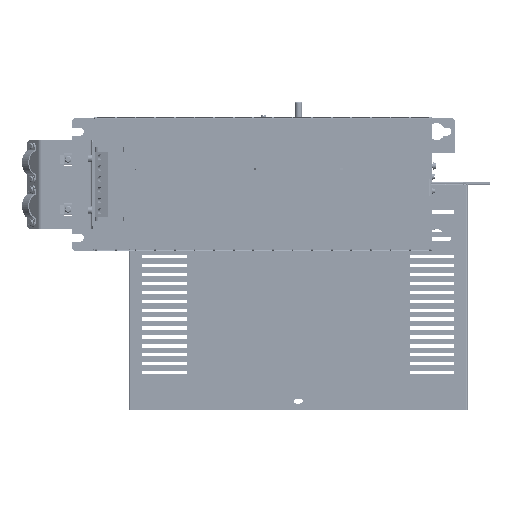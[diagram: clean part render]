
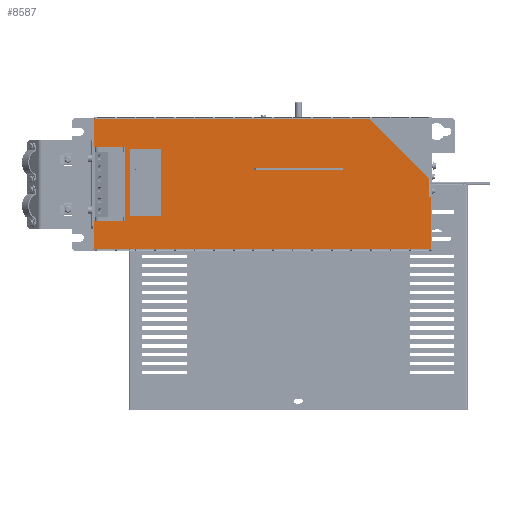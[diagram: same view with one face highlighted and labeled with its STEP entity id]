
A CAD part, top view. The second image highlights one B-rep face of the part: STEP entity #8587.
In plain terms, the highlighted face is planar.
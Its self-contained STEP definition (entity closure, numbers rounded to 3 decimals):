
#8587 = ADVANCED_FACE( '', ( #19027 ), #19028, .F. );
#19027 = FACE_OUTER_BOUND( '', #30791, .T. );
#19028 = PLANE( '', #30792 );
#30791 = EDGE_LOOP( '', ( #71759, #71760, #71761, #71762, #71763, #71764, #71765, #71766, #71767, #71768, #71769, #71770, #71771, #71772, #71773, #71774, #71775, #71776 ) );
#30792 = AXIS2_PLACEMENT_3D( '', #71777, #71778, #71779 );
#71759 = ORIENTED_EDGE( '', *, *, #89771, .F. );
#71760 = ORIENTED_EDGE( '', *, *, #89266, .F. );
#71761 = ORIENTED_EDGE( '', *, *, #89772, .F. );
#71762 = ORIENTED_EDGE( '', *, *, #89773, .F. );
#71763 = ORIENTED_EDGE( '', *, *, #89774, .F. );
#71764 = ORIENTED_EDGE( '', *, *, #89619, .F. );
#71765 = ORIENTED_EDGE( '', *, *, #89775, .T. );
#71766 = ORIENTED_EDGE( '', *, *, #89776, .T. );
#71767 = ORIENTED_EDGE( '', *, *, #89777, .T. );
#71768 = ORIENTED_EDGE( '', *, *, #88386, .F. );
#71769 = ORIENTED_EDGE( '', *, *, #89778, .T. );
#71770 = ORIENTED_EDGE( '', *, *, #89779, .F. );
#71771 = ORIENTED_EDGE( '', *, *, #89780, .T. );
#71772 = ORIENTED_EDGE( '', *, *, #89781, .F. );
#71773 = ORIENTED_EDGE( '', *, *, #89782, .T. );
#71774 = ORIENTED_EDGE( '', *, *, #89329, .T. );
#71775 = ORIENTED_EDGE( '', *, *, #89783, .T. );
#71776 = ORIENTED_EDGE( '', *, *, #89784, .F. );
#71777 = CARTESIAN_POINT( '', ( -190., 1., -75. ) );
#71778 = DIRECTION( '', ( 0., -1., 0. ) );
#71779 = DIRECTION( '', ( 0., 0., -1. ) );
#88386 = EDGE_CURVE( '', #108224, #108227, #108228, .T. );
#89266 = EDGE_CURVE( '', #109955, #109957, #109958, .T. );
#89329 = EDGE_CURVE( '', #109986, #109969, #110071, .T. );
#89619 = EDGE_CURVE( '', #110642, #110638, #110644, .T. );
#89771 = EDGE_CURVE( '', #109957, #110938, #110939, .T. );
#89772 = EDGE_CURVE( '', #110940, #109955, #110941, .T. );
#89773 = EDGE_CURVE( '', #110942, #110940, #110943, .T. );
#89774 = EDGE_CURVE( '', #110638, #110942, #110944, .T. );
#89775 = EDGE_CURVE( '', #110642, #110945, #110946, .T. );
#89776 = EDGE_CURVE( '', #110945, #110947, #110948, .T. );
#89777 = EDGE_CURVE( '', #110947, #108227, #110949, .T. );
#89778 = EDGE_CURVE( '', #108224, #110950, #110951, .T. );
#89779 = EDGE_CURVE( '', #110952, #110950, #110953, .T. );
#89780 = EDGE_CURVE( '', #110952, #110954, #110955, .T. );
#89781 = EDGE_CURVE( '', #110956, #110954, #110957, .T. );
#89782 = EDGE_CURVE( '', #110956, #109986, #110958, .T. );
#89783 = EDGE_CURVE( '', #109969, #110959, #110960, .T. );
#89784 = EDGE_CURVE( '', #110938, #110959, #110961, .T. );
#108224 = VERTEX_POINT( '', #151025 );
#108227 = VERTEX_POINT( '', #151029 );
#108228 = LINE( '', #151030, #151031 );
#109955 = VERTEX_POINT( '', #153608 );
#109957 = VERTEX_POINT( '', #153611 );
#109958 = LINE( '', #153612, #153613 );
#109969 = VERTEX_POINT( '', #153630 );
#109986 = VERTEX_POINT( '', #153652 );
#110071 = LINE( '', #153759, #153760 );
#110638 = VERTEX_POINT( '', #154589 );
#110642 = VERTEX_POINT( '', #154595 );
#110644 = LINE( '', #154598, #154599 );
#110938 = VERTEX_POINT( '', #155043 );
#110939 = LINE( '', #155044, #155045 );
#110940 = VERTEX_POINT( '', #155046 );
#110941 = LINE( '', #155047, #155048 );
#110942 = VERTEX_POINT( '', #155049 );
#110943 = LINE( '', #155050, #155051 );
#110944 = LINE( '', #155052, #155053 );
#110945 = VERTEX_POINT( '', #155054 );
#110946 = LINE( '', #155055, #155056 );
#110947 = VERTEX_POINT( '', #155057 );
#110948 = LINE( '', #155058, #155059 );
#110949 = LINE( '', #155060, #155061 );
#110950 = VERTEX_POINT( '', #155062 );
#110951 = LINE( '', #155063, #155064 );
#110952 = VERTEX_POINT( '', #155065 );
#110953 = LINE( '', #155066, #155067 );
#110954 = VERTEX_POINT( '', #155068 );
#110955 = LINE( '', #155069, #155070 );
#110956 = VERTEX_POINT( '', #155071 );
#110957 = LINE( '', #155072, #155073 );
#110958 = LINE( '', #155074, #155075 );
#110959 = VERTEX_POINT( '', #155076 );
#110960 = LINE( '', #155077, #155078 );
#110961 = LINE( '', #155079, #155080 );
#151025 = CARTESIAN_POINT( '', ( -188.98, 1., -41.5 ) );
#151029 = CARTESIAN_POINT( '', ( -188.98, 1., -73.2 ) );
#151030 = CARTESIAN_POINT( '', ( -188.98, 1., 75. ) );
#151031 = VECTOR( '', #164612, 1000. );
#153608 = CARTESIAN_POINT( '', ( 185.98, 1., 13.932 ) );
#153611 = CARTESIAN_POINT( '', ( 185.98, 1., 14.932 ) );
#153612 = CARTESIAN_POINT( '', ( 185.98, 1., -15.068 ) );
#153613 = VECTOR( '', #165548, 1000. );
#153630 = CARTESIAN_POINT( '', ( 188.2, 1., 73. ) );
#153652 = CARTESIAN_POINT( '', ( -188.2, 1., 73. ) );
#153759 = CARTESIAN_POINT( '', ( -190., 1., 73. ) );
#153760 = VECTOR( '', #165669, 1000. );
#154589 = CARTESIAN_POINT( '', ( 188.98, 1., -15.068 ) );
#154595 = CARTESIAN_POINT( '', ( 188.98, 1., -73.2 ) );
#154598 = CARTESIAN_POINT( '', ( 188.98, 1., -75. ) );
#154599 = VECTOR( '', #166007, 1000. );
#155043 = CARTESIAN_POINT( '', ( 188.98, 1., 14.932 ) );
#155044 = CARTESIAN_POINT( '', ( 185.98, 1., 14.932 ) );
#155045 = VECTOR( '', #166161, 1000. );
#155046 = CARTESIAN_POINT( '', ( 185.98, 1., -14.068 ) );
#155047 = CARTESIAN_POINT( '', ( 185.98, 1., -14.068 ) );
#155048 = VECTOR( '', #166162, 1000. );
#155049 = CARTESIAN_POINT( '', ( 185.98, 1., -15.068 ) );
#155050 = CARTESIAN_POINT( '', ( 185.98, 1., -15.068 ) );
#155051 = VECTOR( '', #166163, 1000. );
#155052 = CARTESIAN_POINT( '', ( 188.98, 1., -15.068 ) );
#155053 = VECTOR( '', #166164, 1000. );
#155054 = CARTESIAN_POINT( '', ( 188.2, 1., -73.2 ) );
#155055 = CARTESIAN_POINT( '', ( 190., 1., -73.2 ) );
#155056 = VECTOR( '', #166165, 1000. );
#155057 = CARTESIAN_POINT( '', ( -188.2, 1., -73.2 ) );
#155058 = CARTESIAN_POINT( '', ( 190., 1., -73.2 ) );
#155059 = VECTOR( '', #166166, 1000. );
#155060 = CARTESIAN_POINT( '', ( 190., 1., -73.2 ) );
#155061 = VECTOR( '', #166167, 1000. );
#155062 = CARTESIAN_POINT( '', ( -154.5, 1., -41.5 ) );
#155063 = CARTESIAN_POINT( '', ( -190., 1., -41.5 ) );
#155064 = VECTOR( '', #166168, 1000. );
#155065 = CARTESIAN_POINT( '', ( -154.5, 1., 41.5 ) );
#155066 = CARTESIAN_POINT( '', ( -154.5, 1., -75. ) );
#155067 = VECTOR( '', #166169, 1000. );
#155068 = CARTESIAN_POINT( '', ( -188.98, 1., 41.5 ) );
#155069 = CARTESIAN_POINT( '', ( -190., 1., 41.5 ) );
#155070 = VECTOR( '', #166170, 1000. );
#155071 = CARTESIAN_POINT( '', ( -188.98, 1., 73. ) );
#155072 = CARTESIAN_POINT( '', ( -188.98, 1., 75. ) );
#155073 = VECTOR( '', #166171, 1000. );
#155074 = CARTESIAN_POINT( '', ( -190., 1., 73. ) );
#155075 = VECTOR( '', #166172, 1000. );
#155076 = CARTESIAN_POINT( '', ( 188.98, 1., 73. ) );
#155077 = CARTESIAN_POINT( '', ( -190., 1., 73. ) );
#155078 = VECTOR( '', #166173, 1000. );
#155079 = CARTESIAN_POINT( '', ( 188.98, 1., -75. ) );
#155080 = VECTOR( '', #166174, 1000. );
#164612 = DIRECTION( '', ( 0., 0., -1. ) );
#165548 = DIRECTION( '', ( 0., 0., 1. ) );
#165669 = DIRECTION( '', ( 1., 0., 0. ) );
#166007 = DIRECTION( '', ( 0., 0., 1. ) );
#166161 = DIRECTION( '', ( 1., 0., 0. ) );
#166162 = DIRECTION( '', ( 0., 0., 1. ) );
#166163 = DIRECTION( '', ( 0., 0., 1. ) );
#166164 = DIRECTION( '', ( -1., 0., 0. ) );
#166165 = DIRECTION( '', ( -1., 0., 0. ) );
#166166 = DIRECTION( '', ( -1., 0., 0. ) );
#166167 = DIRECTION( '', ( -1., 0., 0. ) );
#166168 = DIRECTION( '', ( 1., 0., 0. ) );
#166169 = DIRECTION( '', ( 0., 0., -1. ) );
#166170 = DIRECTION( '', ( -1., 0., 0. ) );
#166171 = DIRECTION( '', ( 0., 0., -1. ) );
#166172 = DIRECTION( '', ( 1., 0., 0. ) );
#166173 = DIRECTION( '', ( 1., 0., 0. ) );
#166174 = DIRECTION( '', ( 0., 0., 1. ) );
